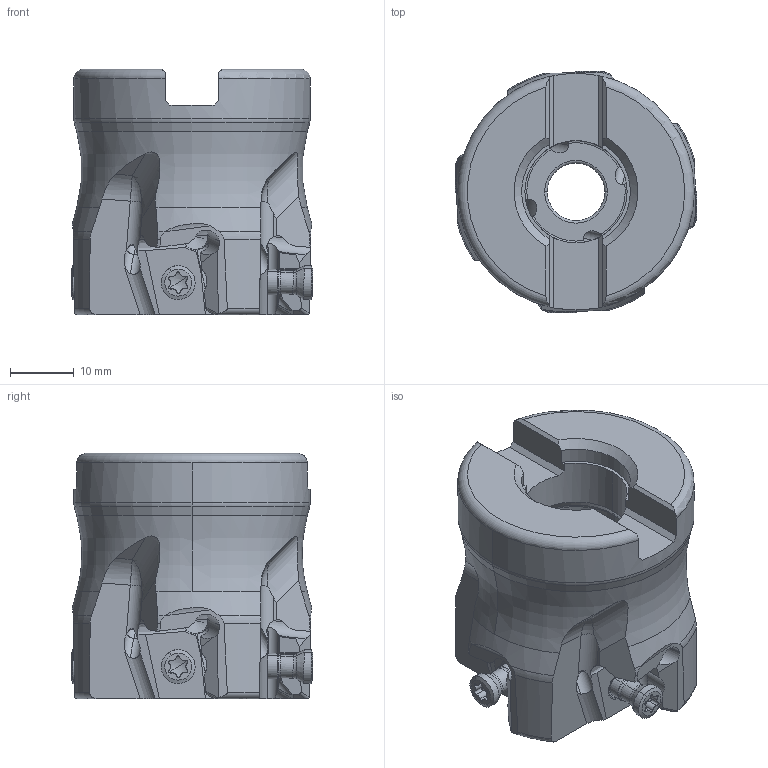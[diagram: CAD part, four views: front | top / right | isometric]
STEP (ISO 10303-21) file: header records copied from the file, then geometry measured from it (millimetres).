
FILE_DESCRIPTION(/* description */ (''),/* implementation_level */ '2;1');
FILE_NAME(/* name */ 'VPX300-040A04AR.stp',/* time_stamp */ '2021-09-08T11:38:16+09:00',/* author */ (''),/* organization */ (''),/* preprocessor_version */ 'ST-DEVELOPER v16',/* originating_system */ 'SIEMENS PLM Software NX 10.0',/* authorisation */ '');
FILE_SCHEMA (('AUTOMOTIVE_DESIGN { 1 0 10303 214 3 1 1 1 }'));
Length unit declared in the file: millimetre
Products named in the file (1): VPX300-040A04AR_ASM
Bounding box: 37.77 x 37.77 x 38.4 mm (x, y, z)
Volume: 26985.2 mm3; surface area: 9876.8 mm2
Topology: 5 solids, 5 shells, 454 faces, 1285 edges, 838 vertices
Faces by surface type: cylinder 184, plane 130, cone 56, torus 52, extrusion 16, bspline 8, sphere 8
Entity records: 20731 total; most frequent: CARTESIAN_POINT 9120, ORIENTED_EDGE 2538, DIRECTION 2278, EDGE_CURVE 1269, AXIS2_PLACEMENT_3D 917, VERTEX_POINT 831, EDGE_LOOP 478, ADVANCED_FACE 454
